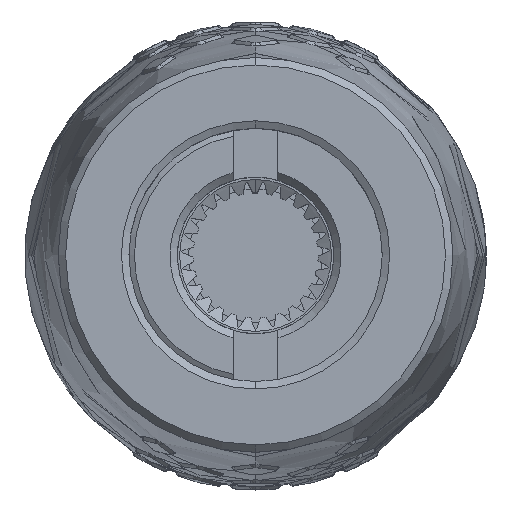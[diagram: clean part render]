
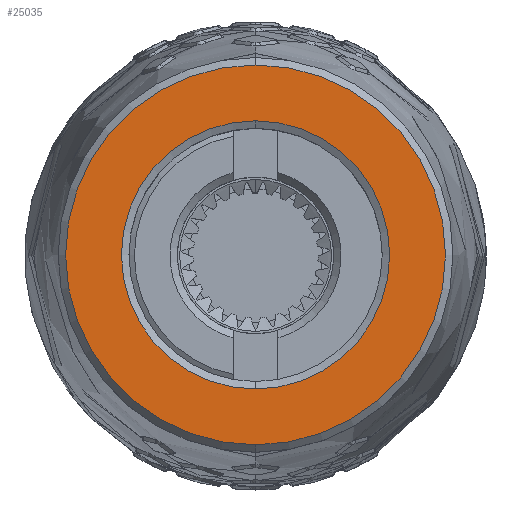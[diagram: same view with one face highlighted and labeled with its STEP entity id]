
A CAD part, top view. The second image highlights one B-rep face of the part: STEP entity #25035.
In plain terms, the highlighted planar face has unit normal (0, 0, 1).
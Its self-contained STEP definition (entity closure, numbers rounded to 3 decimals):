
#3990=CARTESIAN_POINT('',(0.,0.,157.));
#3991=DIRECTION('',(0.,0.,-1.));
#3992=DIRECTION('',(0.,-1.,0.));
#3993=AXIS2_PLACEMENT_3D('',#3990,#3991,#3992);
#3995=CARTESIAN_POINT('',(0.,0.,157.));
#3996=DIRECTION('',(0.,0.,-1.));
#3997=DIRECTION('',(0.,1.,0.));
#3998=AXIS2_PLACEMENT_3D('',#3995,#3996,#3997);
#4000=CARTESIAN_POINT('',(0.,0.,157.));
#4001=DIRECTION('',(0.,0.,1.));
#4002=DIRECTION('',(0.,1.,0.));
#4003=AXIS2_PLACEMENT_3D('',#4000,#4001,#4002);
#4005=CARTESIAN_POINT('',(0.,0.,157.));
#4006=DIRECTION('',(0.,0.,1.));
#4007=DIRECTION('',(0.,-1.,0.));
#4008=AXIS2_PLACEMENT_3D('',#4005,#4006,#4007);
#19670=CARTESIAN_POINT('',(0.,9.,157.));
#19671=CARTESIAN_POINT('',(0.,-9.,157.));
#19672=VERTEX_POINT('',#19670);
#19673=VERTEX_POINT('',#19671);
#19691=CARTESIAN_POINT('',(0.,12.75,157.));
#19693=VERTEX_POINT('',#19691);
#19696=CARTESIAN_POINT('',(0.,-12.75,157.));
#19697=VERTEX_POINT('',#19696);
#25019=CARTESIAN_POINT('',(0.,0.,157.));
#25020=DIRECTION('',(0.,0.,-1.));
#25021=DIRECTION('',(0.,1.,0.));
#25022=AXIS2_PLACEMENT_3D('',#25019,#25020,#25021);
#25023=PLANE('',#25022);
#25024=ORIENTED_EDGE('',*,*,#25002,.T.);
#25026=ORIENTED_EDGE('',*,*,#25025,.T.);
#25027=EDGE_LOOP('',(#25024,#25026));
#25028=FACE_OUTER_BOUND('',#25027,.F.);
#25030=ORIENTED_EDGE('',*,*,#25029,.T.);
#25032=ORIENTED_EDGE('',*,*,#25031,.T.);
#25033=EDGE_LOOP('',(#25030,#25032));
#25034=FACE_BOUND('',#25033,.F.);
#25035=ADVANCED_FACE('',(#25028,#25034),#25023,.F.);
#3994=CIRCLE('',#3993,12.75);
#3999=CIRCLE('',#3998,12.75);
#4004=CIRCLE('',#4003,9.);
#4009=CIRCLE('',#4008,9.);
#25002=EDGE_CURVE('',#19697,#19693,#3994,.T.);
#25025=EDGE_CURVE('',#19693,#19697,#3999,.T.);
#25029=EDGE_CURVE('',#19672,#19673,#4004,.T.);
#25031=EDGE_CURVE('',#19673,#19672,#4009,.T.);
